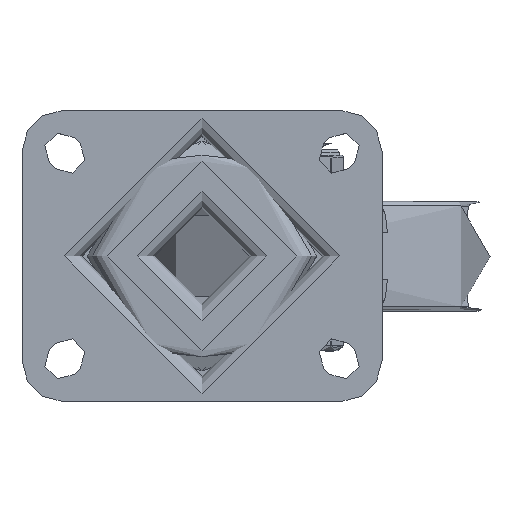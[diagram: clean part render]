
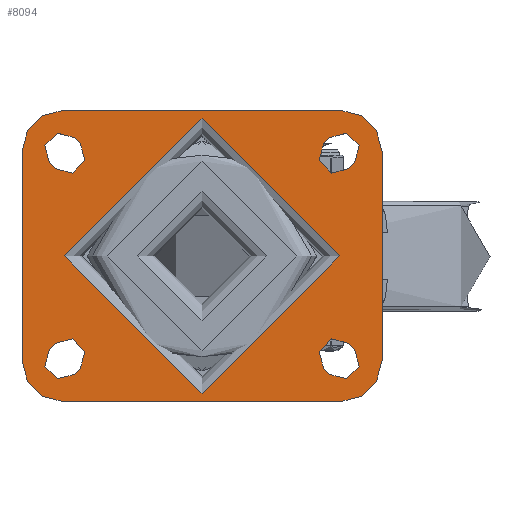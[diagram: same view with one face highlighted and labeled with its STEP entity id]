
A CAD part, top view. The second image highlights one B-rep face of the part: STEP entity #8094.
In plain terms, the highlighted planar face has unit normal (0, 0, 1).
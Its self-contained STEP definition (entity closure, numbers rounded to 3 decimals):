
#630=FACE_BOUND('',#2839,.T.);
#631=FACE_BOUND('',#2840,.T.);
#632=FACE_BOUND('',#2841,.T.);
#633=FACE_BOUND('',#2842,.T.);
#634=FACE_BOUND('',#2843,.T.);
#693=PLANE('',#8749);
#932=LINE('',#11693,#1572);
#933=LINE('',#11694,#1573);
#934=LINE('',#11695,#1574);
#935=LINE('',#11696,#1575);
#936=LINE('',#11697,#1576);
#937=LINE('',#11698,#1577);
#938=LINE('',#11699,#1578);
#939=LINE('',#11700,#1579);
#940=LINE('',#11701,#1580);
#941=LINE('',#11702,#1581);
#942=LINE('',#11703,#1582);
#943=LINE('',#11704,#1583);
#1572=VECTOR('',#9601,1000.);
#1573=VECTOR('',#9602,1000.);
#1574=VECTOR('',#9603,1000.);
#1575=VECTOR('',#9604,1000.);
#1576=VECTOR('',#9605,1000.);
#1577=VECTOR('',#9606,1000.);
#1578=VECTOR('',#9607,1000.);
#1579=VECTOR('',#9608,1000.);
#1580=VECTOR('',#9609,1000.);
#1581=VECTOR('',#9610,1000.);
#1582=VECTOR('',#9611,1000.);
#1583=VECTOR('',#9612,1000.);
#2345=FACE_OUTER_BOUND('',#2838,.T.);
#2838=EDGE_LOOP('',(#5733,#5734,#5735,#5736,#5737,#5738,#5739,#5740));
#2839=EDGE_LOOP('',(#5741));
#2840=EDGE_LOOP('',(#5742,#5743,#5744,#5745));
#2841=EDGE_LOOP('',(#5746,#5747,#5748,#5749));
#2842=EDGE_LOOP('',(#5750,#5751,#5752,#5753));
#2843=EDGE_LOOP('',(#5754,#5755,#5756,#5757));
#3361=CIRCLE('',#8673,5.125);
#3362=CIRCLE('',#8675,5.125);
#3365=CIRCLE('',#8679,5.125);
#3366=CIRCLE('',#8681,5.125);
#3368=CIRCLE('',#8684,5.125);
#3371=CIRCLE('',#8688,5.125);
#3372=CIRCLE('',#8690,5.125);
#3375=CIRCLE('',#8694,5.125);
#3376=CIRCLE('',#8696,12.);
#3378=CIRCLE('',#8699,12.);
#3380=CIRCLE('',#8702,12.);
#3382=CIRCLE('',#8705,12.);
#3385=CIRCLE('',#8710,40.);
#3639=VERTEX_POINT('',#11522);
#3640=VERTEX_POINT('',#11524);
#3641=VERTEX_POINT('',#11528);
#3642=VERTEX_POINT('',#11529);
#3647=VERTEX_POINT('',#11540);
#3648=VERTEX_POINT('',#11542);
#3649=VERTEX_POINT('',#11546);
#3650=VERTEX_POINT('',#11547);
#3653=VERTEX_POINT('',#11555);
#3654=VERTEX_POINT('',#11556);
#3659=VERTEX_POINT('',#11567);
#3660=VERTEX_POINT('',#11569);
#3661=VERTEX_POINT('',#11573);
#3662=VERTEX_POINT('',#11574);
#3667=VERTEX_POINT('',#11585);
#3668=VERTEX_POINT('',#11587);
#3669=VERTEX_POINT('',#11591);
#3670=VERTEX_POINT('',#11592);
#3673=VERTEX_POINT('',#11600);
#3674=VERTEX_POINT('',#11601);
#3677=VERTEX_POINT('',#11609);
#3678=VERTEX_POINT('',#11610);
#3681=VERTEX_POINT('',#11618);
#3682=VERTEX_POINT('',#11619);
#3686=VERTEX_POINT('',#11631);
#4416=EDGE_CURVE('',#3640,#3639,#3361,.T.);
#4418=EDGE_CURVE('',#3641,#3642,#3362,.T.);
#4424=EDGE_CURVE('',#3648,#3647,#3365,.T.);
#4426=EDGE_CURVE('',#3649,#3650,#3366,.T.);
#4430=EDGE_CURVE('',#3653,#3654,#3368,.T.);
#4436=EDGE_CURVE('',#3660,#3659,#3371,.T.);
#4438=EDGE_CURVE('',#3661,#3662,#3372,.T.);
#4444=EDGE_CURVE('',#3668,#3667,#3375,.T.);
#4446=EDGE_CURVE('',#3669,#3670,#3376,.T.);
#4450=EDGE_CURVE('',#3673,#3674,#3378,.T.);
#4454=EDGE_CURVE('',#3677,#3678,#3380,.T.);
#4458=EDGE_CURVE('',#3681,#3682,#3382,.T.);
#4464=EDGE_CURVE('',#3686,#3686,#3385,.T.);
#4493=EDGE_CURVE('',#3678,#3681,#932,.T.);
#4494=EDGE_CURVE('',#3674,#3677,#933,.T.);
#4495=EDGE_CURVE('',#3670,#3673,#934,.T.);
#4496=EDGE_CURVE('',#3682,#3669,#935,.T.);
#4497=EDGE_CURVE('',#3662,#3668,#936,.T.);
#4498=EDGE_CURVE('',#3667,#3661,#937,.T.);
#4499=EDGE_CURVE('',#3654,#3660,#938,.T.);
#4500=EDGE_CURVE('',#3659,#3653,#939,.T.);
#4501=EDGE_CURVE('',#3647,#3649,#940,.T.);
#4502=EDGE_CURVE('',#3650,#3648,#941,.T.);
#4503=EDGE_CURVE('',#3639,#3641,#942,.T.);
#4504=EDGE_CURVE('',#3642,#3640,#943,.T.);
#5733=ORIENTED_EDGE('',*,*,#4458,.F.);
#5734=ORIENTED_EDGE('',*,*,#4493,.F.);
#5735=ORIENTED_EDGE('',*,*,#4454,.F.);
#5736=ORIENTED_EDGE('',*,*,#4494,.F.);
#5737=ORIENTED_EDGE('',*,*,#4450,.F.);
#5738=ORIENTED_EDGE('',*,*,#4495,.F.);
#5739=ORIENTED_EDGE('',*,*,#4446,.F.);
#5740=ORIENTED_EDGE('',*,*,#4496,.F.);
#5741=ORIENTED_EDGE('',*,*,#4464,.F.);
#5742=ORIENTED_EDGE('',*,*,#4497,.T.);
#5743=ORIENTED_EDGE('',*,*,#4444,.T.);
#5744=ORIENTED_EDGE('',*,*,#4498,.T.);
#5745=ORIENTED_EDGE('',*,*,#4438,.T.);
#5746=ORIENTED_EDGE('',*,*,#4499,.T.);
#5747=ORIENTED_EDGE('',*,*,#4436,.T.);
#5748=ORIENTED_EDGE('',*,*,#4500,.T.);
#5749=ORIENTED_EDGE('',*,*,#4430,.T.);
#5750=ORIENTED_EDGE('',*,*,#4501,.T.);
#5751=ORIENTED_EDGE('',*,*,#4426,.T.);
#5752=ORIENTED_EDGE('',*,*,#4502,.T.);
#5753=ORIENTED_EDGE('',*,*,#4424,.T.);
#5754=ORIENTED_EDGE('',*,*,#4503,.T.);
#5755=ORIENTED_EDGE('',*,*,#4418,.T.);
#5756=ORIENTED_EDGE('',*,*,#4504,.T.);
#5757=ORIENTED_EDGE('',*,*,#4416,.T.);
#8094=ADVANCED_FACE('',(#2345,#630,#631,#632,#633,#634),#693,.T.);
#8673=AXIS2_PLACEMENT_3D('',#11525,#9419,#9420);
#8675=AXIS2_PLACEMENT_3D('',#11530,#9424,#9425);
#8679=AXIS2_PLACEMENT_3D('',#11543,#9435,#9436);
#8681=AXIS2_PLACEMENT_3D('',#11548,#9440,#9441);
#8684=AXIS2_PLACEMENT_3D('',#11557,#9448,#9449);
#8688=AXIS2_PLACEMENT_3D('',#11570,#9459,#9460);
#8690=AXIS2_PLACEMENT_3D('',#11575,#9464,#9465);
#8694=AXIS2_PLACEMENT_3D('',#11588,#9475,#9476);
#8696=AXIS2_PLACEMENT_3D('',#11593,#9480,#9481);
#8699=AXIS2_PLACEMENT_3D('',#11602,#9488,#9489);
#8702=AXIS2_PLACEMENT_3D('',#11611,#9496,#9497);
#8705=AXIS2_PLACEMENT_3D('',#11620,#9504,#9505);
#8710=AXIS2_PLACEMENT_3D('',#11632,#9517,#9518);
#8749=AXIS2_PLACEMENT_3D('',#11692,#9599,#9600);
#9419=DIRECTION('center_axis',(0.,0.,-1.));
#9420=DIRECTION('ref_axis',(-1.,0.,0.));
#9424=DIRECTION('center_axis',(0.,0.,-1.));
#9425=DIRECTION('ref_axis',(-1.,0.,0.));
#9435=DIRECTION('center_axis',(0.,0.,-1.));
#9436=DIRECTION('ref_axis',(-1.,0.,0.));
#9440=DIRECTION('center_axis',(0.,0.,-1.));
#9441=DIRECTION('ref_axis',(-1.,0.,0.));
#9448=DIRECTION('center_axis',(0.,0.,-1.));
#9449=DIRECTION('ref_axis',(1.,0.,0.));
#9459=DIRECTION('center_axis',(0.,0.,-1.));
#9460=DIRECTION('ref_axis',(1.,0.,0.));
#9464=DIRECTION('center_axis',(0.,0.,-1.));
#9465=DIRECTION('ref_axis',(1.,0.,0.));
#9475=DIRECTION('center_axis',(0.,0.,-1.));
#9476=DIRECTION('ref_axis',(1.,0.,0.));
#9480=DIRECTION('center_axis',(0.,0.,-1.));
#9481=DIRECTION('ref_axis',(-0.707,0.707,0.));
#9488=DIRECTION('center_axis',(0.,0.,-1.));
#9489=DIRECTION('ref_axis',(0.707,0.707,0.));
#9496=DIRECTION('center_axis',(0.,0.,-1.));
#9497=DIRECTION('ref_axis',(0.707,-0.707,0.));
#9504=DIRECTION('center_axis',(0.,0.,-1.));
#9505=DIRECTION('ref_axis',(-0.707,-0.707,0.));
#9517=DIRECTION('center_axis',(0.,0.,1.));
#9518=DIRECTION('ref_axis',(1.,0.,0.));
#9599=DIRECTION('center_axis',(0.,0.,1.));
#9600=DIRECTION('ref_axis',(1.,0.,0.));
#9601=DIRECTION('',(-1.,0.,0.));
#9602=DIRECTION('',(0.,-1.,0.));
#9603=DIRECTION('',(1.,0.,0.));
#9604=DIRECTION('',(0.,1.,0.));
#9605=DIRECTION('',(-0.707,0.707,0.));
#9606=DIRECTION('',(0.707,-0.707,0.));
#9607=DIRECTION('',(-0.707,-0.707,0.));
#9608=DIRECTION('',(0.707,0.707,0.));
#9609=DIRECTION('',(-0.707,-0.707,0.));
#9610=DIRECTION('',(0.707,0.707,0.));
#9611=DIRECTION('',(-0.707,0.707,0.));
#9612=DIRECTION('',(0.707,-0.707,0.));
#11522=CARTESIAN_POINT('',(37.26,-34.508,0.));
#11524=CARTESIAN_POINT('',(44.508,-27.26,0.));
#11525=CARTESIAN_POINT('Origin',(40.884,-30.884,0.));
#11528=CARTESIAN_POINT('',(35.492,-32.74,0.));
#11529=CARTESIAN_POINT('',(42.74,-25.492,0.));
#11530=CARTESIAN_POINT('Origin',(39.116,-29.116,0.));
#11540=CARTESIAN_POINT('',(44.508,27.26,0.));
#11542=CARTESIAN_POINT('',(37.26,34.508,0.));
#11543=CARTESIAN_POINT('Origin',(40.884,30.884,0.));
#11546=CARTESIAN_POINT('',(42.74,25.492,0.));
#11547=CARTESIAN_POINT('',(35.492,32.74,0.));
#11548=CARTESIAN_POINT('Origin',(39.116,29.116,0.));
#11555=CARTESIAN_POINT('',(-42.74,-25.492,0.));
#11556=CARTESIAN_POINT('',(-35.492,-32.74,0.));
#11557=CARTESIAN_POINT('Origin',(-39.116,-29.116,0.));
#11567=CARTESIAN_POINT('',(-44.508,-27.26,0.));
#11569=CARTESIAN_POINT('',(-37.26,-34.508,0.));
#11570=CARTESIAN_POINT('Origin',(-40.884,-30.884,0.));
#11573=CARTESIAN_POINT('',(-35.492,32.74,0.));
#11574=CARTESIAN_POINT('',(-42.74,25.492,0.));
#11575=CARTESIAN_POINT('Origin',(-39.116,29.116,0.));
#11585=CARTESIAN_POINT('',(-37.26,34.508,0.));
#11587=CARTESIAN_POINT('',(-44.508,27.26,0.));
#11588=CARTESIAN_POINT('Origin',(-40.884,30.884,0.));
#11591=CARTESIAN_POINT('',(-52.5,30.5,0.));
#11592=CARTESIAN_POINT('',(-40.5,42.5,0.));
#11593=CARTESIAN_POINT('Origin',(-40.5,30.5,0.));
#11600=CARTESIAN_POINT('',(40.5,42.5,0.));
#11601=CARTESIAN_POINT('',(52.5,30.5,0.));
#11602=CARTESIAN_POINT('Origin',(40.5,30.5,0.));
#11609=CARTESIAN_POINT('',(52.5,-30.5,0.));
#11610=CARTESIAN_POINT('',(40.5,-42.5,0.));
#11611=CARTESIAN_POINT('Origin',(40.5,-30.5,0.));
#11618=CARTESIAN_POINT('',(-40.5,-42.5,0.));
#11619=CARTESIAN_POINT('',(-52.5,-30.5,0.));
#11620=CARTESIAN_POINT('Origin',(-40.5,-30.5,0.));
#11631=CARTESIAN_POINT('',(40.,0.,0.));
#11632=CARTESIAN_POINT('Origin',(0.,0.,0.));
#11692=CARTESIAN_POINT('Origin',(0.,0.,0.));
#11693=CARTESIAN_POINT('',(52.5,-42.5,0.));
#11694=CARTESIAN_POINT('',(52.5,42.5,0.));
#11695=CARTESIAN_POINT('',(-52.5,42.5,0.));
#11696=CARTESIAN_POINT('',(-52.5,-42.5,0.));
#11697=CARTESIAN_POINT('',(-44.508,27.26,0.));
#11698=CARTESIAN_POINT('',(-37.26,34.508,0.));
#11699=CARTESIAN_POINT('',(-37.26,-34.508,0.));
#11700=CARTESIAN_POINT('',(-44.508,-27.26,0.));
#11701=CARTESIAN_POINT('',(44.508,27.26,0.));
#11702=CARTESIAN_POINT('',(37.26,34.508,0.));
#11703=CARTESIAN_POINT('',(37.26,-34.508,0.));
#11704=CARTESIAN_POINT('',(44.508,-27.26,0.));
